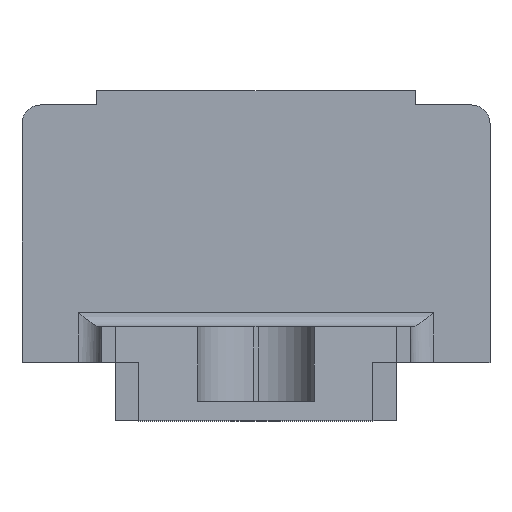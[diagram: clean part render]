
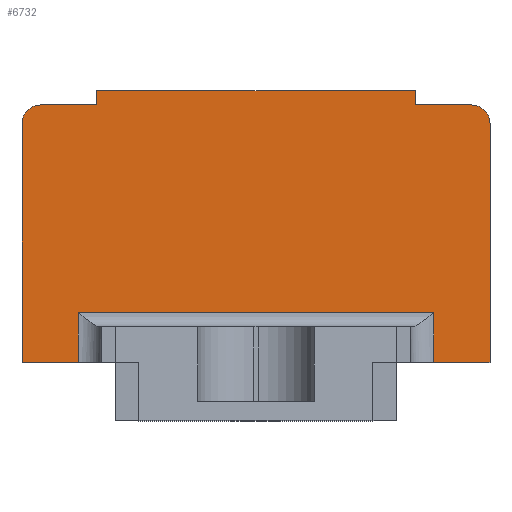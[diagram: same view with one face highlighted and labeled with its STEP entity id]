
A CAD part, top view. The second image highlights one B-rep face of the part: STEP entity #6732.
In plain terms, the highlighted planar face has unit normal (0, 0, 1).
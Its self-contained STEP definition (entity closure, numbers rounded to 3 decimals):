
#1851=DIRECTION('',(0.,-1.,0.));
#1852=VECTOR('',#1851,5.3);
#1853=CARTESIAN_POINT('',(-19.,11.5,44.1));
#1854=LINE('',#1853,#1852);
#1919=DIRECTION('',(-1.,0.,0.));
#1920=VECTOR('',#1919,6.);
#1921=CARTESIAN_POINT('',(-19.,6.2,44.1));
#1922=LINE('',#1921,#1920);
#1923=DIRECTION('',(0.,1.,0.));
#1924=VECTOR('',#1923,25.5);
#1925=CARTESIAN_POINT('',(-25.,6.2,44.1));
#1926=LINE('',#1925,#1924);
#1927=CARTESIAN_POINT('',(-23.,31.7,44.1));
#1928=DIRECTION('',(0.,0.,-1.));
#1929=DIRECTION('',(-1.,0.,0.));
#1930=AXIS2_PLACEMENT_3D('',#1927,#1928,#1929);
#1932=DIRECTION('',(1.,0.,0.));
#1933=VECTOR('',#1932,6.);
#1934=CARTESIAN_POINT('',(-23.,33.7,44.1));
#1935=LINE('',#1934,#1933);
#1936=DIRECTION('',(0.,1.,0.));
#1937=VECTOR('',#1936,1.5);
#1938=CARTESIAN_POINT('',(-17.,33.7,44.1));
#1939=LINE('',#1938,#1937);
#1940=DIRECTION('',(1.,0.,0.));
#1941=VECTOR('',#1940,34.);
#1942=CARTESIAN_POINT('',(-17.,35.2,44.1));
#1943=LINE('',#1942,#1941);
#1944=DIRECTION('',(0.,-1.,0.));
#1945=VECTOR('',#1944,1.5);
#1946=CARTESIAN_POINT('',(17.,35.2,44.1));
#1947=LINE('',#1946,#1945);
#1948=DIRECTION('',(1.,0.,0.));
#1949=VECTOR('',#1948,6.);
#1950=CARTESIAN_POINT('',(17.,33.7,44.1));
#1951=LINE('',#1950,#1949);
#1952=CARTESIAN_POINT('',(23.,31.7,44.1));
#1953=DIRECTION('',(0.,0.,-1.));
#1954=DIRECTION('',(0.,1.,0.));
#1955=AXIS2_PLACEMENT_3D('',#1952,#1953,#1954);
#1957=DIRECTION('',(0.,-1.,0.));
#1958=VECTOR('',#1957,25.5);
#1959=CARTESIAN_POINT('',(25.,31.7,44.1));
#1960=LINE('',#1959,#1958);
#1961=DIRECTION('',(-1.,0.,0.));
#1962=VECTOR('',#1961,6.);
#1963=CARTESIAN_POINT('',(25.,6.2,44.1));
#1964=LINE('',#1963,#1962);
#1969=DIRECTION('',(1.,0.,0.));
#1970=VECTOR('',#1969,38.);
#1971=CARTESIAN_POINT('',(-19.,11.5,44.1));
#1972=LINE('',#1971,#1970);
#1973=DIRECTION('',(0.,-1.,0.));
#1974=VECTOR('',#1973,5.3);
#1975=CARTESIAN_POINT('',(19.,11.5,44.1));
#1976=LINE('',#1975,#1974);
#4105=CARTESIAN_POINT('',(-25.,6.2,44.1));
#4106=CARTESIAN_POINT('',(-25.,31.7,44.1));
#4107=VERTEX_POINT('',#4105);
#4108=VERTEX_POINT('',#4106);
#4109=CARTESIAN_POINT('',(-23.,33.7,44.1));
#4110=VERTEX_POINT('',#4109);
#4111=CARTESIAN_POINT('',(-17.,33.7,44.1));
#4112=VERTEX_POINT('',#4111);
#4113=CARTESIAN_POINT('',(-17.,35.2,44.1));
#4114=VERTEX_POINT('',#4113);
#4115=CARTESIAN_POINT('',(17.,35.2,44.1));
#4116=VERTEX_POINT('',#4115);
#4117=CARTESIAN_POINT('',(17.,33.7,44.1));
#4118=VERTEX_POINT('',#4117);
#4119=CARTESIAN_POINT('',(23.,33.7,44.1));
#4120=VERTEX_POINT('',#4119);
#4121=CARTESIAN_POINT('',(25.,31.7,44.1));
#4122=VERTEX_POINT('',#4121);
#4123=CARTESIAN_POINT('',(25.,6.2,44.1));
#4124=VERTEX_POINT('',#4123);
#4281=CARTESIAN_POINT('',(19.,11.5,44.1));
#4282=CARTESIAN_POINT('',(19.,6.2,44.1));
#4283=VERTEX_POINT('',#4281);
#4284=VERTEX_POINT('',#4282);
#4290=CARTESIAN_POINT('',(-19.,11.5,44.1));
#4291=CARTESIAN_POINT('',(-19.,6.2,44.1));
#4292=VERTEX_POINT('',#4290);
#4293=VERTEX_POINT('',#4291);
#6700=CARTESIAN_POINT('',(0.,0.,44.1));
#6701=DIRECTION('',(0.,0.,-1.));
#6702=DIRECTION('',(-1.,0.,0.));
#6703=AXIS2_PLACEMENT_3D('',#6700,#6701,#6702);
#6704=PLANE('',#6703);
#6706=ORIENTED_EDGE('',*,*,#6705,.F.);
#6707=ORIENTED_EDGE('',*,*,#6690,.T.);
#6708=ORIENTED_EDGE('',*,*,#6577,.T.);
#6710=ORIENTED_EDGE('',*,*,#6709,.T.);
#6712=ORIENTED_EDGE('',*,*,#6711,.T.);
#6714=ORIENTED_EDGE('',*,*,#6713,.T.);
#6716=ORIENTED_EDGE('',*,*,#6715,.T.);
#6718=ORIENTED_EDGE('',*,*,#6717,.T.);
#6720=ORIENTED_EDGE('',*,*,#6719,.T.);
#6722=ORIENTED_EDGE('',*,*,#6721,.T.);
#6724=ORIENTED_EDGE('',*,*,#6723,.T.);
#6726=ORIENTED_EDGE('',*,*,#6725,.T.);
#6727=ORIENTED_EDGE('',*,*,#5066,.T.);
#6729=ORIENTED_EDGE('',*,*,#6728,.F.);
#6730=EDGE_LOOP('',(#6706,#6707,#6708,#6710,#6712,#6714,#6716,#6718,#6720,#6722,
#6724,#6726,#6727,#6729));
#6731=FACE_OUTER_BOUND('',#6730,.F.);
#6732=ADVANCED_FACE('',(#6731),#6704,.F.);
#1931=CIRCLE('',#1930,2.);
#1956=CIRCLE('',#1955,2.);
#5066=EDGE_CURVE('',#4124,#4284,#1964,.T.);
#6577=EDGE_CURVE('',#4293,#4107,#1922,.T.);
#6690=EDGE_CURVE('',#4292,#4293,#1854,.T.);
#6705=EDGE_CURVE('',#4292,#4283,#1972,.T.);
#6709=EDGE_CURVE('',#4107,#4108,#1926,.T.);
#6711=EDGE_CURVE('',#4108,#4110,#1931,.T.);
#6713=EDGE_CURVE('',#4110,#4112,#1935,.T.);
#6715=EDGE_CURVE('',#4112,#4114,#1939,.T.);
#6717=EDGE_CURVE('',#4114,#4116,#1943,.T.);
#6719=EDGE_CURVE('',#4116,#4118,#1947,.T.);
#6721=EDGE_CURVE('',#4118,#4120,#1951,.T.);
#6723=EDGE_CURVE('',#4120,#4122,#1956,.T.);
#6725=EDGE_CURVE('',#4122,#4124,#1960,.T.);
#6728=EDGE_CURVE('',#4283,#4284,#1976,.T.);
